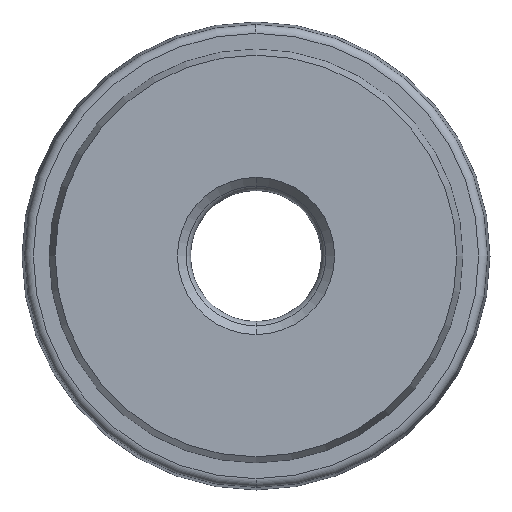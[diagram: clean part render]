
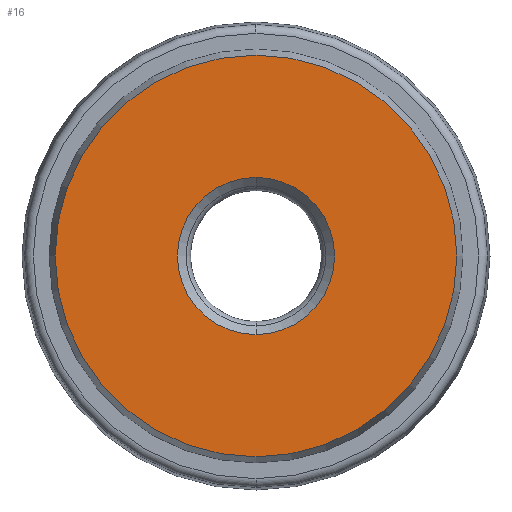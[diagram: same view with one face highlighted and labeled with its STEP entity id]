
A CAD part, left-side view. The second image highlights one B-rep face of the part: STEP entity #16.
In plain terms, the highlighted planar face has unit normal (-1, 0, 0).
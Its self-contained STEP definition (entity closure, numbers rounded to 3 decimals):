
#16 = ADVANCED_FACE ( 'NONE', ( #264, #299 ), #598, .F. ) ;
#264 = FACE_BOUND ( 'NONE', #1057, .T. ) ;
#272 = CIRCLE ( 'NONE', #439, 11.5 ) ;
#299 = FACE_OUTER_BOUND ( 'NONE', #1077, .T. ) ;
#312 = CIRCLE ( 'NONE', #454, 11.5 ) ;
#326 = CIRCLE ( 'NONE', #419, 4.5 ) ;
#344 = CIRCLE ( 'NONE', #767, 4.5 ) ;
#419 = AXIS2_PLACEMENT_3D ( 'NONE', #734, #735, #737 ) ;
#424 = EDGE_CURVE ( 'NONE', #908, #903, #272, .T. ) ;
#439 = AXIS2_PLACEMENT_3D ( 'NONE', #1088, #1094, #1084 ) ;
#454 = AXIS2_PLACEMENT_3D ( 'NONE', #754, #750, #755 ) ;
#465 = AXIS2_PLACEMENT_3D ( 'NONE', #588, #592, #593 ) ;
#501 = EDGE_CURVE ( 'NONE', #903, #908, #312, .T. ) ;
#505 = EDGE_CURVE ( 'NONE', #900, #925, #326, .T. ) ;
#513 = EDGE_CURVE ( 'NONE', #925, #900, #344, .T. ) ;
#535 = CARTESIAN_POINT ( 'NONE',  ( 0., 0., 4.5 ) ) ;
#588 = CARTESIAN_POINT ( 'NONE',  ( 0., 4., 0. ) ) ;
#592 = DIRECTION ( 'NONE',  ( 1., 0., 0. ) ) ;
#593 = DIRECTION ( 'NONE',  ( 0., 0., -1. ) ) ;
#598 = PLANE ( 'NONE',  #465 ) ;
#684 = CARTESIAN_POINT ( 'NONE',  ( 0., 0., -11.5 ) ) ;
#685 = CARTESIAN_POINT ( 'NONE',  ( 0., 0., -4.5 ) ) ;
#688 = CARTESIAN_POINT ( 'NONE',  ( 0., 0., 11.5 ) ) ;
#734 = CARTESIAN_POINT ( 'NONE',  ( 0., 0., 0. ) ) ;
#735 = DIRECTION ( 'NONE',  ( 1., 0., 0. ) ) ;
#737 = DIRECTION ( 'NONE',  ( 0., 0., -1. ) ) ;
#750 = DIRECTION ( 'NONE',  ( -1., 0., 0. ) ) ;
#754 = CARTESIAN_POINT ( 'NONE',  ( 0., 0., 0. ) ) ;
#755 = DIRECTION ( 'NONE',  ( 0., 0., 1. ) ) ;
#767 = AXIS2_PLACEMENT_3D ( 'NONE', #1127, #1110, #1128 ) ;
#900 = VERTEX_POINT ( 'NONE', #535 ) ;
#903 = VERTEX_POINT ( 'NONE', #688 ) ;
#908 = VERTEX_POINT ( 'NONE', #684 ) ;
#925 = VERTEX_POINT ( 'NONE', #685 ) ;
#1024 = ORIENTED_EDGE ( 'NONE', *, *, #505, .T. ) ;
#1038 = ORIENTED_EDGE ( 'NONE', *, *, #424, .T. ) ;
#1042 = ORIENTED_EDGE ( 'NONE', *, *, #513, .T. ) ;
#1050 = ORIENTED_EDGE ( 'NONE', *, *, #501, .T. ) ;
#1057 = EDGE_LOOP ( 'NONE', ( #1024, #1042 ) ) ;
#1077 = EDGE_LOOP ( 'NONE', ( #1038, #1050 ) ) ;
#1084 = DIRECTION ( 'NONE',  ( 0., 0., 1. ) ) ;
#1088 = CARTESIAN_POINT ( 'NONE',  ( 0., 0., 0. ) ) ;
#1094 = DIRECTION ( 'NONE',  ( -1., 0., 0. ) ) ;
#1110 = DIRECTION ( 'NONE',  ( 1., 0., 0. ) ) ;
#1127 = CARTESIAN_POINT ( 'NONE',  ( 0., 0., 0. ) ) ;
#1128 = DIRECTION ( 'NONE',  ( 0., 0., -1. ) ) ;
